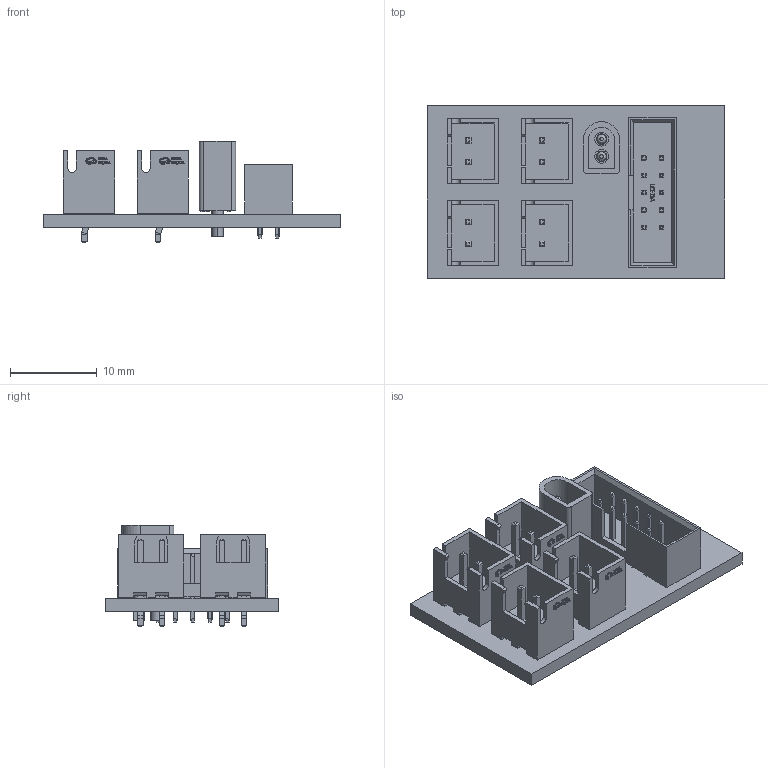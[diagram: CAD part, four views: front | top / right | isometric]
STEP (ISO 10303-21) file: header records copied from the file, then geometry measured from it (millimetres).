
FILE_DESCRIPTION(('Designed by EasyEDA Pro'),'2;1');
FILE_NAME('Open CASCADE Shape Model','2025-02-06T14:52:24',('Author'),( 'Open CASCADE'),'Open CASCADE STEP processor 7.8','Open CASCADE 7.8' ,'Unknown');
FILE_SCHEMA(('AUTOMOTIVE_DESIGN { 1 0 10303 214 1 1 1 1 }'));
Length unit declared in the file: millimetre
Products named in the file (14): 16c9-PCBModel; 16c9-TopTrack; 16c9-BottomTrack; 16c9-Board; 16c9-Top FPC Stiffener; 16c9-Bot FPC Stiffener; 16c9-CN1-BT2.0; COMPOUND; 16c9-ColdFan-CONN-TH_2P-P2.50_HX25003-2A; 16c9-HotFan-CONN-TH_2P-P2.50_HX25003-2A; 16c9-Thermistor-CONN-TH_2P-P2.50_HX25003-2A; 16c9-Klicky-CONN-TH_2P-P2.50_HX25003-2A; 16c9-P1-IDC-TH_10P-P2.00-V-R2-C5-S2.00
Assembly tree (16 placements, depth 3):
  16c9-PCBModel
    16c9-TopTrack
    16c9-BottomTrack
    16c9-Board
    16c9-Top FPC Stiffener
    16c9-Bot FPC Stiffener
    16c9-CN1-BT2.0
      COMPOUND
    16c9-ColdFan-CONN-TH_2P-P2.50_HX25003-2A
      COMPOUND
    16c9-HotFan-CONN-TH_2P-P2.50_HX25003-2A
      COMPOUND
    16c9-Thermistor-CONN-TH_2P-P2.50_HX25003-2A
      COMPOUND
    16c9-Klicky-CONN-TH_2P-P2.50_HX25003-2A
      COMPOUND
    16c9-P1-IDC-TH_10P-P2.00-V-R2-C5-S2.00
Bounding box: 34.28 x 19.87 x 11.7 mm (x, y, z)
Volume: 1983.6 mm3; surface area: 4409.3 mm2
Topology: 61 solids, 61 shells, 2499 faces, 6459 edges, 4160 vertices
Faces by surface type: plane 1513, bspline 556, cylinder 348, sphere 80, cone 2
Full cylindrical faces by diameter (mm): 1 x2, 1.3 x2, 1.6 x4
Entity records: 45815 total; most frequent: CARTESIAN_POINT 10727, ORIENTED_EDGE 5898, DIRECTION 4931, EDGE_CURVE 2949, LINE 1943, VECTOR 1943, VERTEX_POINT 1868, AXIS2_PLACEMENT_3D 1494
